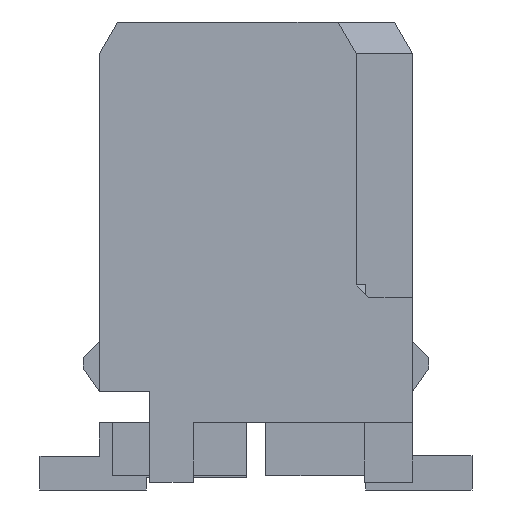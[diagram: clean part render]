
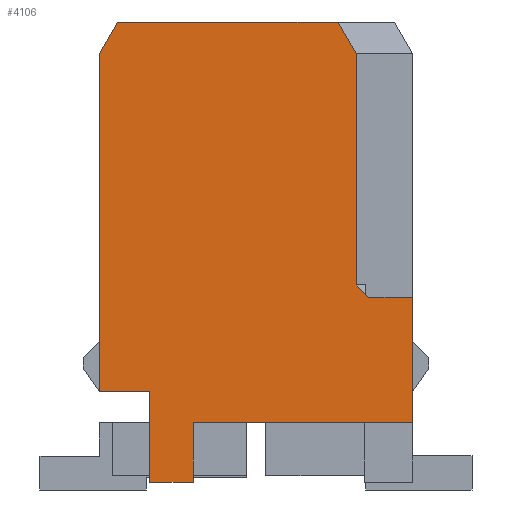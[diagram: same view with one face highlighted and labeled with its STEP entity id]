
A CAD part, left-side view. The second image highlights one B-rep face of the part: STEP entity #4106.
In plain terms, the highlighted planar face has unit normal (-1, 0, 0).
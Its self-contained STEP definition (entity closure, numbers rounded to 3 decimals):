
#1=DIRECTION('',(0.,-1.,0.));
#2=VECTOR('',#1,0.7);
#3=CARTESIAN_POINT('',(-6.97,-1.8,2.));
#4=LINE('',#3,#2);
#5=DIRECTION('',(0.,0.,-1.));
#6=VECTOR('',#5,2.);
#7=CARTESIAN_POINT('',(-6.97,-2.5,2.));
#8=LINE('',#7,#6);
#9=DIRECTION('',(0.,1.,0.));
#10=VECTOR('',#9,3.5);
#11=CARTESIAN_POINT('',(-6.97,-2.5,0.));
#12=LINE('',#11,#10);
#13=DIRECTION('',(0.,0.,-1.));
#14=VECTOR('',#13,0.95);
#15=CARTESIAN_POINT('',(-6.97,1.,0.));
#16=LINE('',#15,#14);
#17=DIRECTION('',(0.,0.,1.));
#18=VECTOR('',#17,1.45);
#19=CARTESIAN_POINT('',(-6.97,1.7,-0.95));
#20=LINE('',#19,#18);
#21=DIRECTION('',(0.,1.,0.));
#22=VECTOR('',#21,0.8);
#23=CARTESIAN_POINT('',(-6.97,1.7,0.5));
#24=LINE('',#23,#22);
#25=DIRECTION('',(0.,0.,1.));
#26=VECTOR('',#25,5.4);
#27=CARTESIAN_POINT('',(-6.97,2.5,0.5));
#28=LINE('',#27,#26);
#29=DIRECTION('',(0.,0.5,-0.866));
#30=VECTOR('',#29,0.577);
#31=CARTESIAN_POINT('',(-6.97,2.211,6.4));
#32=LINE('',#31,#30);
#33=DIRECTION('',(0.,0.5,0.866));
#34=VECTOR('',#33,0.577);
#35=CARTESIAN_POINT('',(-6.97,-1.6,5.9));
#36=LINE('',#35,#34);
#41=DIRECTION('',(0.,0.,1.));
#42=VECTOR('',#41,3.7);
#43=CARTESIAN_POINT('',(-6.97,-1.6,2.2));
#44=LINE('',#43,#42);
#57=DIRECTION('',(0.,0.707,0.707));
#58=VECTOR('',#57,0.283);
#59=CARTESIAN_POINT('',(-6.97,-1.8,2.));
#60=LINE('',#59,#58);
#917=DIRECTION('',(0.,-1.,0.));
#918=VECTOR('',#917,3.523);
#919=CARTESIAN_POINT('',(-6.97,2.211,6.4));
#920=LINE('',#919,#918);
#2373=DIRECTION('',(0.,1.,0.));
#2374=VECTOR('',#2373,0.7);
#2375=CARTESIAN_POINT('',(-6.97,1.,-0.95));
#2376=LINE('',#2375,#2374);
#3069=CARTESIAN_POINT('',(-6.97,-2.5,2.));
#3070=CARTESIAN_POINT('',(-6.97,-2.5,0.));
#3071=VERTEX_POINT('',#3069);
#3072=VERTEX_POINT('',#3070);
#3073=CARTESIAN_POINT('',(-6.97,1.7,0.5));
#3074=CARTESIAN_POINT('',(-6.97,2.5,0.5));
#3075=VERTEX_POINT('',#3073);
#3076=VERTEX_POINT('',#3074);
#3403=CARTESIAN_POINT('',(-6.97,1.7,-0.95));
#3405=VERTEX_POINT('',#3403);
#3409=CARTESIAN_POINT('',(-6.97,1.,-0.95));
#3410=VERTEX_POINT('',#3409);
#3423=CARTESIAN_POINT('',(-6.97,1.,0.));
#3424=VERTEX_POINT('',#3423);
#3505=CARTESIAN_POINT('',(-6.97,2.211,6.4));
#3506=CARTESIAN_POINT('',(-6.97,2.5,5.9));
#3507=VERTEX_POINT('',#3505);
#3508=VERTEX_POINT('',#3506);
#3517=CARTESIAN_POINT('',(-6.97,-1.6,5.9));
#3518=CARTESIAN_POINT('',(-6.97,-1.311,6.4));
#3519=VERTEX_POINT('',#3517);
#3520=VERTEX_POINT('',#3518);
#3567=CARTESIAN_POINT('',(-6.97,-1.6,2.2));
#3568=VERTEX_POINT('',#3567);
#3569=CARTESIAN_POINT('',(-6.97,-1.8,2.));
#3571=VERTEX_POINT('',#3569);
#4073=CARTESIAN_POINT('',(-6.97,0.,0.));
#4074=DIRECTION('',(1.,0.,0.));
#4075=DIRECTION('',(0.,1.,0.));
#4076=AXIS2_PLACEMENT_3D('',#4073,#4074,#4075);
#4077=PLANE('',#4076);
#4079=ORIENTED_EDGE('',*,*,#4078,.F.);
#4081=ORIENTED_EDGE('',*,*,#4080,.F.);
#4083=ORIENTED_EDGE('',*,*,#4082,.T.);
#4085=ORIENTED_EDGE('',*,*,#4084,.T.);
#4087=ORIENTED_EDGE('',*,*,#4086,.T.);
#4089=ORIENTED_EDGE('',*,*,#4088,.T.);
#4091=ORIENTED_EDGE('',*,*,#4090,.T.);
#4093=ORIENTED_EDGE('',*,*,#4092,.T.);
#4095=ORIENTED_EDGE('',*,*,#4094,.T.);
#4097=ORIENTED_EDGE('',*,*,#4096,.T.);
#4099=ORIENTED_EDGE('',*,*,#4098,.F.);
#4101=ORIENTED_EDGE('',*,*,#4100,.T.);
#4103=ORIENTED_EDGE('',*,*,#4102,.F.);
#4104=EDGE_LOOP('',(#4079,#4081,#4083,#4085,#4087,#4089,#4091,#4093,#4095,#4097,
#4099,#4101,#4103));
#4105=FACE_OUTER_BOUND('',#4104,.F.);
#4106=ADVANCED_FACE('',(#4105),#4077,.F.);
#4078=EDGE_CURVE('',#3568,#3519,#44,.T.);
#4080=EDGE_CURVE('',#3571,#3568,#60,.T.);
#4082=EDGE_CURVE('',#3571,#3071,#4,.T.);
#4084=EDGE_CURVE('',#3071,#3072,#8,.T.);
#4086=EDGE_CURVE('',#3072,#3424,#12,.T.);
#4088=EDGE_CURVE('',#3424,#3410,#16,.T.);
#4090=EDGE_CURVE('',#3410,#3405,#2376,.T.);
#4092=EDGE_CURVE('',#3405,#3075,#20,.T.);
#4094=EDGE_CURVE('',#3075,#3076,#24,.T.);
#4096=EDGE_CURVE('',#3076,#3508,#28,.T.);
#4098=EDGE_CURVE('',#3507,#3508,#32,.T.);
#4100=EDGE_CURVE('',#3507,#3520,#920,.T.);
#4102=EDGE_CURVE('',#3519,#3520,#36,.T.);
